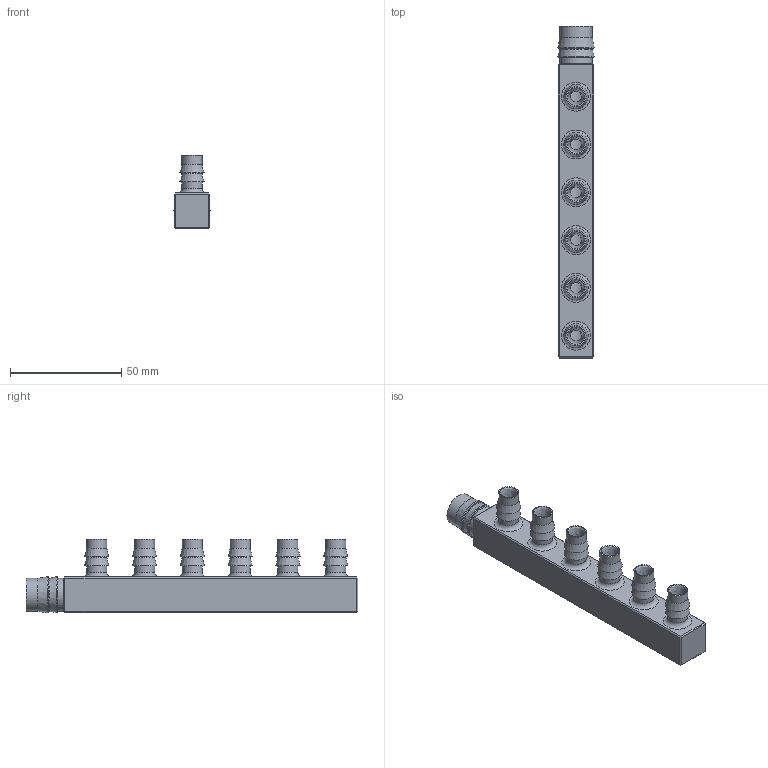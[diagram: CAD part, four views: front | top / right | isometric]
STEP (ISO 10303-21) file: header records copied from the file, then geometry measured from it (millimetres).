
FILE_DESCRIPTION(('STEP AP203'), '1');
FILE_NAME('Êîëëåêòîð', '', ('UNSPECIFIED'), ('UNSPECIFIED'), 'C3D Converter', 'C3D Toolkit', '');
FILE_SCHEMA(('CONFIG_CONTROL_DESIGN'));
Length unit declared in the file: millimetre
Bounding box: 16.27 x 149.3 x 33.13 mm (x, y, z)
Volume: 27255.6 mm3; surface area: 19572.9 mm2
Topology: 1 solids, 1 shells, 115 faces, 226 edges, 134 vertices
Faces by surface type: plane 47, cylinder 28, cone 15, bspline 13, torus 12
Full cylindrical faces by diameter (mm): 5 x6, 9 x18, 11 x1, 14.8 x3
Entity records: 6796 total; most frequent: CARTESIAN_POINT 4630, DIRECTION 454, ORIENTED_EDGE 320, EDGE_LOOP 214, AXIS2_PLACEMENT_3D 203, EDGE_CURVE 160, VERTEX_POINT 134, ADVANCED_FACE 115
